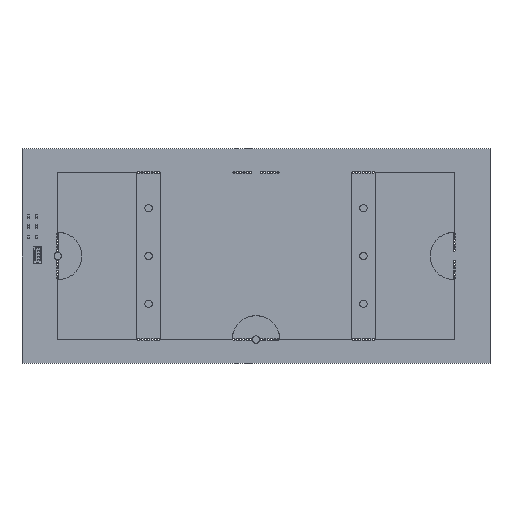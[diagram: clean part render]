
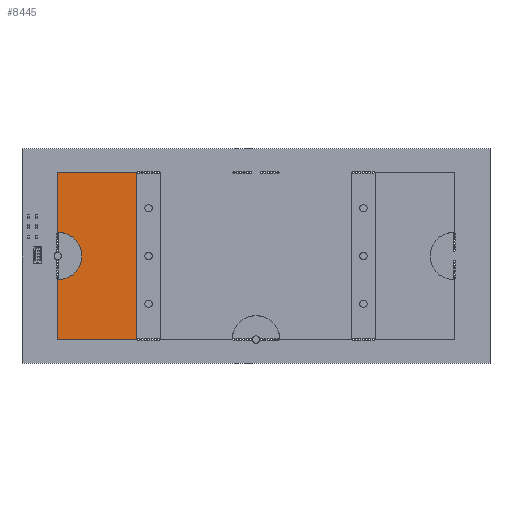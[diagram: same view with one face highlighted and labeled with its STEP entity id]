
A CAD part, top view. The second image highlights one B-rep face of the part: STEP entity #8445.
In plain terms, the highlighted planar face has unit normal (0, 0, 1).
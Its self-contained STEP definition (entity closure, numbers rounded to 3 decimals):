
#8250 = VERTEX_POINT('',#8251);
#8251 = CARTESIAN_POINT('',(15.14,-10.056,
    1.6));
#8257 = EDGE_CURVE('',#8250,#8258,#8260,.T.);
#8258 = VERTEX_POINT('',#8259);
#8259 = CARTESIAN_POINT('',(48.204,-10.056,
    1.6));
#8260 = LINE('',#8261,#8262);
#8261 = CARTESIAN_POINT('',(15.14,-10.056,
    1.6));
#8262 = VECTOR('',#8263,1.);
#8263 = DIRECTION('',(1.,0.,0.));
#8288 = EDGE_CURVE('',#8258,#8289,#8291,.T.);
#8289 = VERTEX_POINT('',#8290);
#8290 = CARTESIAN_POINT('',(48.204,-80.03,
    1.6));
#8291 = LINE('',#8292,#8293);
#8292 = CARTESIAN_POINT('',(48.204,-10.056,
    1.6));
#8293 = VECTOR('',#8294,1.);
#8294 = DIRECTION('',(0.,-1.,0.));
#8319 = EDGE_CURVE('',#8289,#8320,#8322,.T.);
#8320 = VERTEX_POINT('',#8321);
#8321 = CARTESIAN_POINT('',(15.14,-80.03,
    1.6));
#8322 = LINE('',#8323,#8324);
#8323 = CARTESIAN_POINT('',(48.204,-80.03,
    1.6));
#8324 = VECTOR('',#8325,1.);
#8325 = DIRECTION('',(-1.,0.,0.));
#8350 = EDGE_CURVE('',#8320,#8351,#8353,.T.);
#8351 = VERTEX_POINT('',#8352);
#8352 = CARTESIAN_POINT('',(15.14,-55.056,
    1.6));
#8353 = LINE('',#8354,#8355);
#8354 = CARTESIAN_POINT('',(15.14,-80.03,
    1.6));
#8355 = VECTOR('',#8356,1.);
#8356 = DIRECTION('',(0.,1.,0.));
#8381 = EDGE_CURVE('',#8351,#8382,#8384,.T.);
#8382 = VERTEX_POINT('',#8383);
#8383 = CARTESIAN_POINT('',(15.14,-35.03,
    1.6));
#8384 = CIRCLE('',#8385,10.013);
#8385 = AXIS2_PLACEMENT_3D('',#8386,#8387,#8388);
#8386 = CARTESIAN_POINT('',(15.127,-45.043,
    1.6));
#8387 = DIRECTION('',(0.,-0.,1.));
#8388 = DIRECTION('',(0.001,-1.,-0.));
#8414 = EDGE_CURVE('',#8382,#8250,#8415,.T.);
#8415 = LINE('',#8416,#8417);
#8416 = CARTESIAN_POINT('',(15.14,-35.03,
    1.6));
#8417 = VECTOR('',#8418,1.);
#8418 = DIRECTION('',(0.,1.,0.));
#8445 = ADVANCED_FACE('',(#8446),#8454,.F.);
#8446 = FACE_BOUND('',#8447,.F.);
#8447 = EDGE_LOOP('',(#8448,#8449,#8450,#8451,#8452,#8453));
#8448 = ORIENTED_EDGE('',*,*,#8257,.T.);
#8449 = ORIENTED_EDGE('',*,*,#8288,.T.);
#8450 = ORIENTED_EDGE('',*,*,#8319,.T.);
#8451 = ORIENTED_EDGE('',*,*,#8350,.T.);
#8452 = ORIENTED_EDGE('',*,*,#8381,.T.);
#8453 = ORIENTED_EDGE('',*,*,#8414,.T.);
#8454 = PLANE('',#8455);
#8455 = AXIS2_PLACEMENT_3D('',#8456,#8457,#8458);
#8456 = CARTESIAN_POINT('',(31.71,-45.043,
    1.6));
#8457 = DIRECTION('',(-0.,-0.,-1.));
#8458 = DIRECTION('',(-1.,0.,0.));
